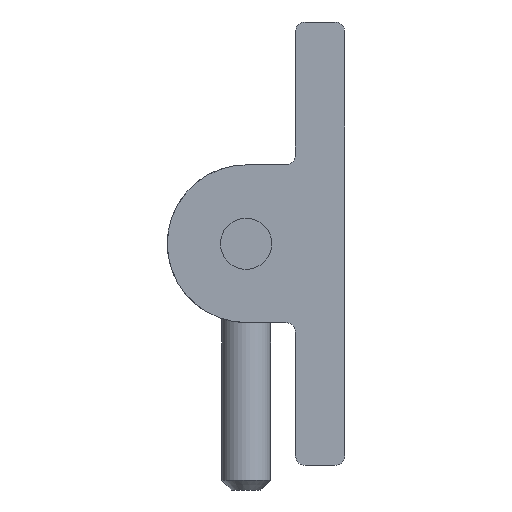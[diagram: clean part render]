
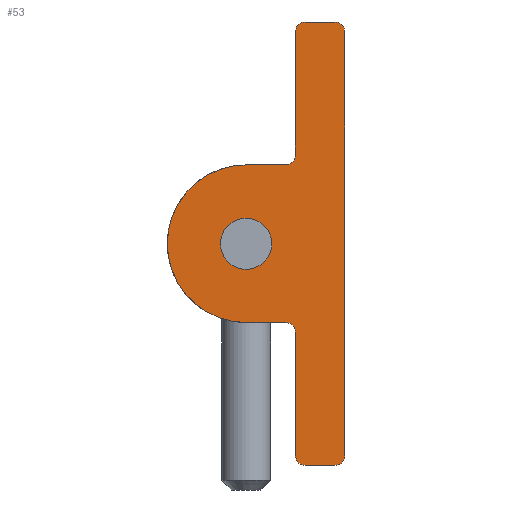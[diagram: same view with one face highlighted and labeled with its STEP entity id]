
A CAD part, left-side view. The second image highlights one B-rep face of the part: STEP entity #53.
In plain terms, the highlighted planar face has unit normal (-1, 0, 0).
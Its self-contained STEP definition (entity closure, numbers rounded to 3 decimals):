
#53 = ADVANCED_FACE ( 'NONE', ( #2396, #2377 ), #581, .F. ) ;
#128 = AXIS2_PLACEMENT_3D ( 'NONE', #1041, #1042, #1043 ) ;
#160 = EDGE_CURVE ( 'NONE', #1909, #1906, #2263, .T. ) ;
#163 = EDGE_CURVE ( 'NONE', #1906, #1909, #2258, .T. ) ;
#188 = VERTEX_POINT ( 'NONE', #1335 ) ;
#224 = EDGE_LOOP ( 'NONE', ( #906, #746, #725, #690, #726, #939, #799, #624, #895, #735, #865, #877, #615, #777 ) ) ;
#245 = VERTEX_POINT ( 'NONE', #1349 ) ;
#246 = EDGE_LOOP ( 'NONE', ( #720, #775 ) ) ;
#267 = VERTEX_POINT ( 'NONE', #1357 ) ;
#322 = VERTEX_POINT ( 'NONE', #1378 ) ;
#329 = VERTEX_POINT ( 'NONE', #1380 ) ;
#377 = VERTEX_POINT ( 'NONE', #1387 ) ;
#397 = VERTEX_POINT ( 'NONE', #1400 ) ;
#402 = VERTEX_POINT ( 'NONE', #1403 ) ;
#409 = VERTEX_POINT ( 'NONE', #1404 ) ;
#420 = VERTEX_POINT ( 'NONE', #1411 ) ;
#429 = LINE ( 'NONE', #1036, #438 ) ;
#430 = VECTOR ( 'NONE', #1032, 1000. ) ;
#433 = LINE ( 'NONE', #1031, #430 ) ;
#434 = CIRCLE ( 'NONE', #128, 1. ) ;
#438 = VECTOR ( 'NONE', #1037, 1000. ) ;
#458 = EDGE_CURVE ( 'NONE', #409, #420, #2216, .T. ) ;
#459 = EDGE_CURVE ( 'NONE', #267, #420, #2214, .T. ) ;
#460 = EDGE_CURVE ( 'NONE', #267, #245, #2218, .T. ) ;
#461 = EDGE_CURVE ( 'NONE', #188, #245, #2217, .T. ) ;
#477 = EDGE_CURVE ( 'NONE', #377, #188, #2191, .T. ) ;
#478 = EDGE_CURVE ( 'NONE', #1889, #377, #2193, .T. ) ;
#479 = EDGE_CURVE ( 'NONE', #1889, #397, #2189, .T. ) ;
#480 = EDGE_CURVE ( 'NONE', #402, #397, #2186, .T. ) ;
#481 = EDGE_CURVE ( 'NONE', #402, #1806, #2188, .T. ) ;
#482 = EDGE_CURVE ( 'NONE', #322, #1806, #2183, .T. ) ;
#483 = EDGE_CURVE ( 'NONE', #322, #1802, #2182, .T. ) ;
#561 = CARTESIAN_POINT ( 'NONE',  ( -37.326, 52.241, 4.55 ) ) ;
#581 = PLANE ( 'NONE',  #2702 ) ;
#598 = DIRECTION ( 'NONE',  ( 0., 0., -1. ) ) ;
#599 = DIRECTION ( 'NONE',  ( 1., 0., 0. ) ) ;
#615 = ORIENTED_EDGE ( 'NONE', *, *, #482, .F. ) ;
#624 = ORIENTED_EDGE ( 'NONE', *, *, #477, .F. ) ;
#690 = ORIENTED_EDGE ( 'NONE', *, *, #458, .T. ) ;
#720 = ORIENTED_EDGE ( 'NONE', *, *, #160, .T. ) ;
#725 = ORIENTED_EDGE ( 'NONE', *, *, #2542, .F. ) ;
#726 = ORIENTED_EDGE ( 'NONE', *, *, #459, .F. ) ;
#735 = ORIENTED_EDGE ( 'NONE', *, *, #479, .T. ) ;
#746 = ORIENTED_EDGE ( 'NONE', *, *, #2541, .T. ) ;
#775 = ORIENTED_EDGE ( 'NONE', *, *, #163, .T. ) ;
#777 = ORIENTED_EDGE ( 'NONE', *, *, #483, .T. ) ;
#799 = ORIENTED_EDGE ( 'NONE', *, *, #461, .F. ) ;
#865 = ORIENTED_EDGE ( 'NONE', *, *, #480, .F. ) ;
#877 = ORIENTED_EDGE ( 'NONE', *, *, #481, .T. ) ;
#895 = ORIENTED_EDGE ( 'NONE', *, *, #478, .F. ) ;
#906 = ORIENTED_EDGE ( 'NONE', *, *, #2540, .F. ) ;
#939 = ORIENTED_EDGE ( 'NONE', *, *, #460, .T. ) ;
#1031 = CARTESIAN_POINT ( 'NONE',  ( -37.326, 42.241, 27.05 ) ) ;
#1032 = DIRECTION ( 'NONE',  ( 0., 0., -1. ) ) ;
#1036 = CARTESIAN_POINT ( 'NONE',  ( -37.326, 47.241, 27.05 ) ) ;
#1037 = DIRECTION ( 'NONE',  ( 0., -1., 0. ) ) ;
#1041 = CARTESIAN_POINT ( 'NONE',  ( -37.326, 43.241, 26.05 ) ) ;
#1042 = DIRECTION ( 'NONE',  ( -1., 0., 0. ) ) ;
#1043 = DIRECTION ( 'NONE',  ( 0., 0., -1. ) ) ;
#1277 = CARTESIAN_POINT ( 'NONE',  ( -37.326, 52.241, 4.55 ) ) ;
#1278 = DIRECTION ( 'NONE',  ( 1., 0., 0. ) ) ;
#1279 = DIRECTION ( 'NONE',  ( 0., 0., -1. ) ) ;
#1285 = CARTESIAN_POINT ( 'NONE',  ( -37.326, 52.241, 4.55 ) ) ;
#1286 = DIRECTION ( 'NONE',  ( 1., 0., 0. ) ) ;
#1287 = DIRECTION ( 'NONE',  ( 0., 0., -1. ) ) ;
#1335 = CARTESIAN_POINT ( 'NONE',  ( -37.326, 52.241, 12.55 ) ) ;
#1349 = CARTESIAN_POINT ( 'NONE',  ( -37.326, 48.241, 12.55 ) ) ;
#1357 = CARTESIAN_POINT ( 'NONE',  ( -37.326, 47.241, 13.55 ) ) ;
#1378 = CARTESIAN_POINT ( 'NONE',  ( -37.326, 43.241, -17.95 ) ) ;
#1380 = CARTESIAN_POINT ( 'NONE',  ( -37.326, 42.241, 26.05 ) ) ;
#1387 = CARTESIAN_POINT ( 'NONE',  ( -37.326, 52.241, -3.45 ) ) ;
#1400 = CARTESIAN_POINT ( 'NONE',  ( -37.326, 47.241, -4.45 ) ) ;
#1403 = CARTESIAN_POINT ( 'NONE',  ( -37.326, 47.241, -16.95 ) ) ;
#1404 = CARTESIAN_POINT ( 'NONE',  ( -37.326, 46.241, 27.05 ) ) ;
#1411 = CARTESIAN_POINT ( 'NONE',  ( -37.326, 47.241, 26.05 ) ) ;
#1415 = DIRECTION ( 'NONE',  ( 0., 0., 1. ) ) ;
#1420 = DIRECTION ( 'NONE',  ( 0., -1., 0. ) ) ;
#1421 = CARTESIAN_POINT ( 'NONE',  ( -37.326, 52.241, 12.55 ) ) ;
#1422 = CARTESIAN_POINT ( 'NONE',  ( -37.326, 47.241, 12.55 ) ) ;
#1423 = CARTESIAN_POINT ( 'NONE',  ( -37.326, 46.241, 26.05 ) ) ;
#1424 = DIRECTION ( 'NONE',  ( -1., 0., 0. ) ) ;
#1425 = DIRECTION ( 'NONE',  ( 0., 0., -1. ) ) ;
#1428 = CARTESIAN_POINT ( 'NONE',  ( -37.326, 48.241, 13.55 ) ) ;
#1429 = DIRECTION ( 'NONE',  ( 1., 0., 0. ) ) ;
#1430 = DIRECTION ( 'NONE',  ( 0., 0., -1. ) ) ;
#1461 = DIRECTION ( 'NONE',  ( 0., 1., 0. ) ) ;
#1464 = DIRECTION ( 'NONE',  ( 0., 0., 1. ) ) ;
#1465 = CARTESIAN_POINT ( 'NONE',  ( -37.326, 47.241, -3.45 ) ) ;
#1466 = CARTESIAN_POINT ( 'NONE',  ( -37.326, 52.241, 4.55 ) ) ;
#1467 = DIRECTION ( 'NONE',  ( 1., 0., 0. ) ) ;
#1468 = DIRECTION ( 'NONE',  ( 0., 0., -1. ) ) ;
#1469 = CARTESIAN_POINT ( 'NONE',  ( -37.326, 47.241, -17.95 ) ) ;
#1470 = DIRECTION ( 'NONE',  ( 0., 1., 0. ) ) ;
#1471 = CARTESIAN_POINT ( 'NONE',  ( -37.326, 48.241, -4.45 ) ) ;
#1472 = DIRECTION ( 'NONE',  ( 1., 0., 0. ) ) ;
#1473 = DIRECTION ( 'NONE',  ( 0., 0., -1. ) ) ;
#1474 = CARTESIAN_POINT ( 'NONE',  ( -37.326, 42.241, -17.95 ) ) ;
#1477 = CARTESIAN_POINT ( 'NONE',  ( -37.326, 46.241, -16.95 ) ) ;
#1478 = DIRECTION ( 'NONE',  ( -1., 0., 0. ) ) ;
#1479 = DIRECTION ( 'NONE',  ( 0., 0., -1. ) ) ;
#1480 = CARTESIAN_POINT ( 'NONE',  ( -37.326, 43.241, -16.95 ) ) ;
#1481 = DIRECTION ( 'NONE',  ( -1., 0., 0. ) ) ;
#1482 = DIRECTION ( 'NONE',  ( 0., 0., -1. ) ) ;
#1642 = CARTESIAN_POINT ( 'NONE',  ( -37.326, 43.241, 27.05 ) ) ;
#1643 = CARTESIAN_POINT ( 'NONE',  ( -37.326, 42.241, -16.95 ) ) ;
#1645 = CARTESIAN_POINT ( 'NONE',  ( -37.326, 46.241, -17.95 ) ) ;
#1672 = CARTESIAN_POINT ( 'NONE',  ( -37.326, 48.241, -3.45 ) ) ;
#1688 = CARTESIAN_POINT ( 'NONE',  ( -37.326, 52.241, 1.95 ) ) ;
#1691 = CARTESIAN_POINT ( 'NONE',  ( -37.326, 52.241, 7.15 ) ) ;
#1800 = VERTEX_POINT ( 'NONE', #1642 ) ;
#1802 = VERTEX_POINT ( 'NONE', #1643 ) ;
#1806 = VERTEX_POINT ( 'NONE', #1645 ) ;
#1842 = AXIS2_PLACEMENT_3D ( 'NONE', #1277, #1278, #1279 ) ;
#1844 = AXIS2_PLACEMENT_3D ( 'NONE', #1285, #1286, #1287 ) ;
#1850 = AXIS2_PLACEMENT_3D ( 'NONE', #1423, #1424, #1425 ) ;
#1851 = AXIS2_PLACEMENT_3D ( 'NONE', #1428, #1429, #1430 ) ;
#1856 = AXIS2_PLACEMENT_3D ( 'NONE', #1466, #1467, #1468 ) ;
#1857 = AXIS2_PLACEMENT_3D ( 'NONE', #1471, #1472, #1473 ) ;
#1858 = AXIS2_PLACEMENT_3D ( 'NONE', #1477, #1478, #1479 ) ;
#1859 = AXIS2_PLACEMENT_3D ( 'NONE', #1480, #1481, #1482 ) ;
#1889 = VERTEX_POINT ( 'NONE', #1672 ) ;
#1906 = VERTEX_POINT ( 'NONE', #1688 ) ;
#1909 = VERTEX_POINT ( 'NONE', #1691 ) ;
#2181 = VECTOR ( 'NONE', #1470, 1000. ) ;
#2182 = CIRCLE ( 'NONE', #1859, 1. ) ;
#2183 = LINE ( 'NONE', #1474, #2181 ) ;
#2184 = VECTOR ( 'NONE', #1464, 1000. ) ;
#2186 = LINE ( 'NONE', #1469, #2184 ) ;
#2187 = VECTOR ( 'NONE', #1461, 1000. ) ;
#2188 = CIRCLE ( 'NONE', #1858, 1. ) ;
#2189 = CIRCLE ( 'NONE', #1857, 1. ) ;
#2191 = CIRCLE ( 'NONE', #1856, 8. ) ;
#2193 = LINE ( 'NONE', #1465, #2187 ) ;
#2214 = LINE ( 'NONE', #1422, #2219 ) ;
#2216 = CIRCLE ( 'NONE', #1850, 1. ) ;
#2217 = LINE ( 'NONE', #1421, #2225 ) ;
#2218 = CIRCLE ( 'NONE', #1851, 1. ) ;
#2219 = VECTOR ( 'NONE', #1415, 1000. ) ;
#2225 = VECTOR ( 'NONE', #1420, 1000. ) ;
#2258 = CIRCLE ( 'NONE', #1844, 2.6 ) ;
#2263 = CIRCLE ( 'NONE', #1842, 2.6 ) ;
#2377 = FACE_BOUND ( 'NONE', #246, .T. ) ;
#2396 = FACE_OUTER_BOUND ( 'NONE', #224, .T. ) ;
#2540 = EDGE_CURVE ( 'NONE', #329, #1802, #433, .T. ) ;
#2541 = EDGE_CURVE ( 'NONE', #329, #1800, #434, .T. ) ;
#2542 = EDGE_CURVE ( 'NONE', #409, #1800, #429, .T. ) ;
#2702 = AXIS2_PLACEMENT_3D ( 'NONE', #561, #599, #598 ) ;
